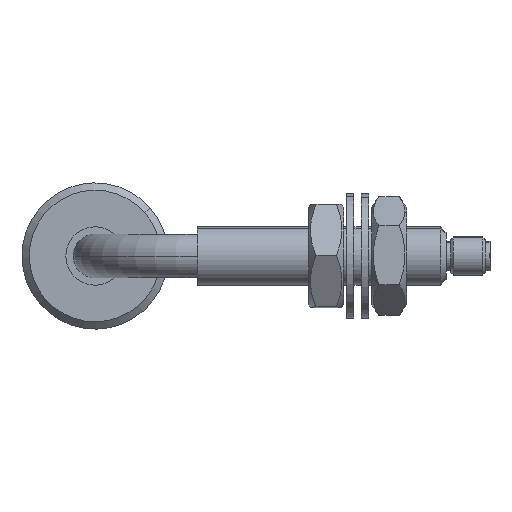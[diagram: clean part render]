
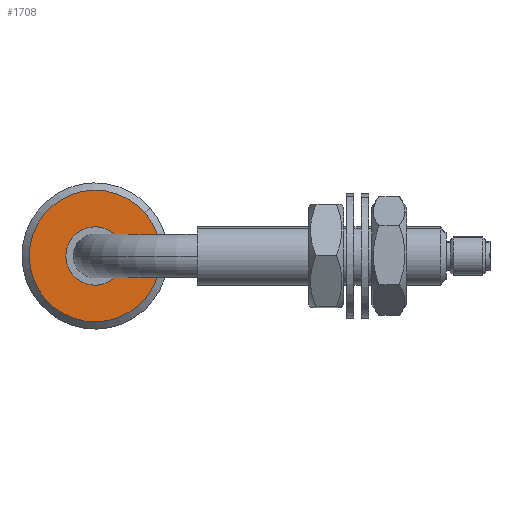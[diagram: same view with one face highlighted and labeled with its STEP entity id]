
A CAD part, left-side view. The second image highlights one B-rep face of the part: STEP entity #1708.
In plain terms, the highlighted face is planar.
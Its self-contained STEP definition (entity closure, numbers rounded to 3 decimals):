
#27 = CARTESIAN_POINT ( 'NONE',  ( 5., 0., -4.5 ) ) ;
#57 = AXIS2_PLACEMENT_3D ( 'NONE', #2156, #226, #1583 ) ;
#155 = DIRECTION ( 'NONE',  ( 1., 0., 0. ) ) ;
#199 = CIRCLE ( 'NONE', #1540, 1.75 ) ;
#226 = DIRECTION ( 'NONE',  ( 1., 0., 0. ) ) ;
#263 = ORIENTED_EDGE ( 'NONE', *, *, #1668, .T. ) ;
#350 = ORIENTED_EDGE ( 'NONE', *, *, #528, .F. ) ;
#511 = CARTESIAN_POINT ( 'NONE',  ( 5., 0., -1.75 ) ) ;
#528 = EDGE_CURVE ( 'NONE', #2384, #1561, #1914, .T. ) ;
#767 = DIRECTION ( 'NONE',  ( 0., 0., -1. ) ) ;
#885 = ORIENTED_EDGE ( 'NONE', *, *, #1285, .T. ) ;
#944 = CIRCLE ( 'NONE', #2124, 4.5 ) ;
#948 = CARTESIAN_POINT ( 'NONE',  ( 5., 0., 0. ) ) ;
#1059 = DIRECTION ( 'NONE',  ( 0., 0., -1. ) ) ;
#1096 = DIRECTION ( 'NONE',  ( 0., 0., -1. ) ) ;
#1163 = PLANE ( 'NONE',  #57 ) ;
#1237 = DIRECTION ( 'NONE',  ( 1., 0., 0. ) ) ;
#1285 = EDGE_CURVE ( 'NONE', #2579, #1712, #944, .T. ) ;
#1318 = CARTESIAN_POINT ( 'NONE',  ( 5., 0., 1.75 ) ) ;
#1374 = ORIENTED_EDGE ( 'NONE', *, *, #1409, .F. ) ;
#1409 = EDGE_CURVE ( 'NONE', #1561, #2384, #199, .T. ) ;
#1503 = AXIS2_PLACEMENT_3D ( 'NONE', #1864, #1237, #1059 ) ;
#1540 = AXIS2_PLACEMENT_3D ( 'NONE', #2540, #2342, #1096 ) ;
#1561 = VERTEX_POINT ( 'NONE', #1318 ) ;
#1583 = DIRECTION ( 'NONE',  ( 0., 0., -1. ) ) ;
#1590 = CIRCLE ( 'NONE', #1805, 4.5 ) ;
#1620 = FACE_OUTER_BOUND ( 'NONE', #2251, .T. ) ;
#1668 = EDGE_CURVE ( 'NONE', #1712, #2579, #1590, .T. ) ;
#1708 = ADVANCED_FACE ( 'NONE', ( #1620, #2101 ), #1163, .T. ) ;
#1712 = VERTEX_POINT ( 'NONE', #27 ) ;
#1736 = DIRECTION ( 'NONE',  ( 0., 0., -1. ) ) ;
#1805 = AXIS2_PLACEMENT_3D ( 'NONE', #948, #2398, #767 ) ;
#1834 = CARTESIAN_POINT ( 'NONE',  ( 5., 0., 4.5 ) ) ;
#1864 = CARTESIAN_POINT ( 'NONE',  ( 5., 0., 0. ) ) ;
#1914 = CIRCLE ( 'NONE', #1503, 1.75 ) ;
#1921 = EDGE_LOOP ( 'NONE', ( #1374, #350 ) ) ;
#2101 = FACE_BOUND ( 'NONE', #1921, .T. ) ;
#2124 = AXIS2_PLACEMENT_3D ( 'NONE', #2512, #155, #1736 ) ;
#2156 = CARTESIAN_POINT ( 'NONE',  ( 5., 0., 0. ) ) ;
#2251 = EDGE_LOOP ( 'NONE', ( #885, #263 ) ) ;
#2342 = DIRECTION ( 'NONE',  ( 1., 0., 0. ) ) ;
#2384 = VERTEX_POINT ( 'NONE', #511 ) ;
#2398 = DIRECTION ( 'NONE',  ( 1., 0., 0. ) ) ;
#2512 = CARTESIAN_POINT ( 'NONE',  ( 5., 0., 0. ) ) ;
#2540 = CARTESIAN_POINT ( 'NONE',  ( 5., 0., 0. ) ) ;
#2579 = VERTEX_POINT ( 'NONE', #1834 ) ;
